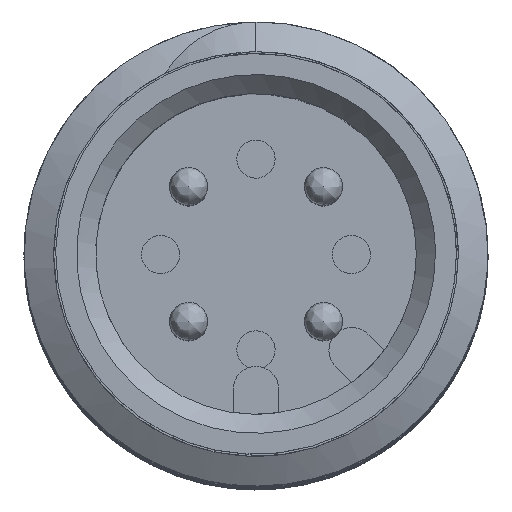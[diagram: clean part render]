
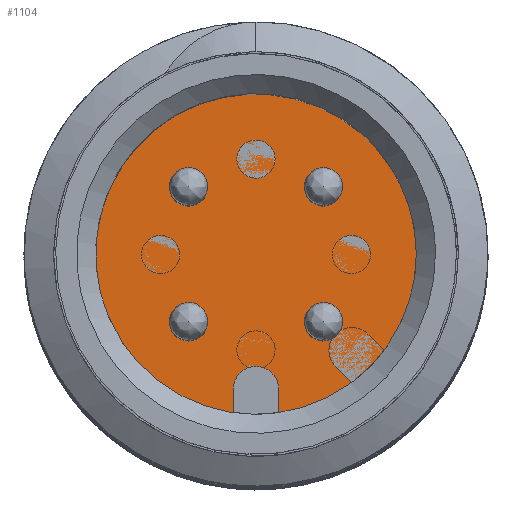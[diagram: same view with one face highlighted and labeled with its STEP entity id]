
A CAD part, top view. The second image highlights one B-rep face of the part: STEP entity #1104.
In plain terms, the highlighted free-form (B-spline) face has degree [1, 1] with [2, 2] control points.
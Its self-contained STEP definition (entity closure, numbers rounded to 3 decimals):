
#1074=CARTESIAN_POINT('',(4.2,0.,53.45));
#1075=VERTEX_POINT('',#1074);
#1083=CARTESIAN_POINT('',(4.2,0.,53.45));
#1084=CARTESIAN_POINT('',(4.2,-7.275,53.45));
#1085=CARTESIAN_POINT('',(-2.1,-3.637,53.45));
#1086=CARTESIAN_POINT('',(-8.4,0.,53.45));
#1087=CARTESIAN_POINT('',(-2.1,3.637,53.45));
#1088=CARTESIAN_POINT('',(4.2,7.275,53.45));
#1089=CARTESIAN_POINT('',(4.2,0.,53.45));
#1090=(BOUNDED_CURVE()B_SPLINE_CURVE(2,(#1083,#1084,#1085,#1086,#1087,#1088,#1089),.CIRCULAR_ARC.,.T.,.U.)B_SPLINE_CURVE_WITH_KNOTS((3,2,2,3),(0.,0.333,0.667,1.),.UNSPECIFIED.)CURVE()GEOMETRIC_REPRESENTATION_ITEM()RATIONAL_B_SPLINE_CURVE((1.,0.5,1.,0.5,1.,0.5,1.))REPRESENTATION_ITEM(''));
#1091=EDGE_CURVE('',#1075,#1075,#1090,.T.);
#1096=CARTESIAN_POINT('',(-9.127,-8.002,53.45));
#1097=CARTESIAN_POINT('',(-9.127,8.002,53.45));
#1098=CARTESIAN_POINT('',(6.877,-8.002,53.45));
#1099=CARTESIAN_POINT('',(6.877,8.002,53.45));
#1100=B_SPLINE_SURFACE_WITH_KNOTS('',1,1,((#1096,#1097),(#1098,#1099)),.PLANE_SURF.,.F.,.F.,.U.,(2,2),(2,2),(0.,1.),(0.,1.),.UNSPECIFIED.);
#1101=ORIENTED_EDGE('',*,*,#1091,.F.);
#1102=EDGE_LOOP('',(#1101));
#1103=FACE_OUTER_BOUND('',#1102,.T.);
#1104=ADVANCED_FACE('',(#1103),#1100,.T.);
